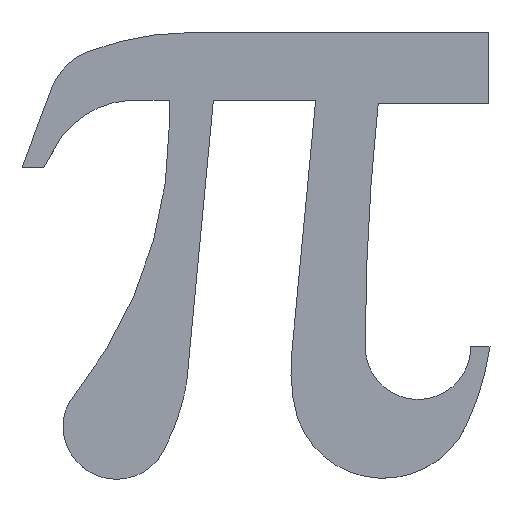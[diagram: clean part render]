
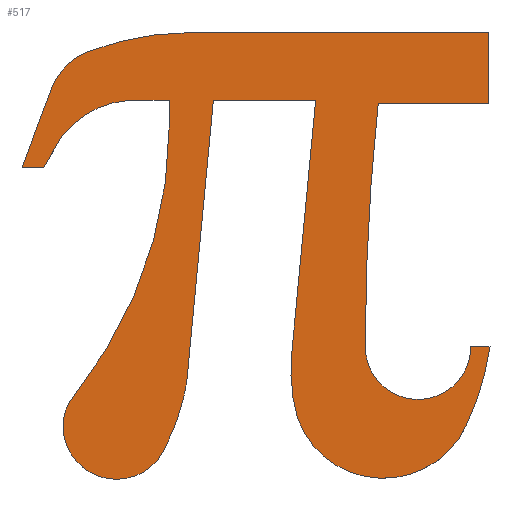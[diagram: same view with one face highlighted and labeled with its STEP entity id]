
A CAD part, top view. The second image highlights one B-rep face of the part: STEP entity #517.
In plain terms, the highlighted planar face has unit normal (0, 0, 1).
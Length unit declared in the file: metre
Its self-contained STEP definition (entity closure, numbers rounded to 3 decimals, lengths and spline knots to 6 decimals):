
#24=PLANE('',#583);
#31=LINE('',#763,#80);
#34=LINE('',#769,#83);
#37=LINE('',#775,#86);
#42=LINE('',#793,#91);
#45=LINE('',#799,#94);
#48=LINE('',#805,#97);
#52=LINE('',#817,#101);
#55=LINE('',#823,#104);
#63=LINE('',#859,#112);
#66=LINE('',#865,#115);
#69=LINE('',#871,#118);
#74=LINE('',#892,#123);
#80=VECTOR('',#606,1.);
#83=VECTOR('',#611,1.);
#86=VECTOR('',#616,1.);
#91=VECTOR('',#635,1.);
#94=VECTOR('',#640,1.);
#97=VECTOR('',#645,1.);
#101=VECTOR('',#657,1.);
#104=VECTOR('',#662,1.);
#112=VECTOR('',#702,1.);
#115=VECTOR('',#707,1.);
#118=VECTOR('',#712,1.);
#123=VECTOR('',#737,1.);
#224=ORIENTED_EDGE('',*,*,#276,.F.);
#225=ORIENTED_EDGE('',*,*,#280,.F.);
#226=ORIENTED_EDGE('',*,*,#283,.T.);
#227=ORIENTED_EDGE('',*,*,#286,.T.);
#228=ORIENTED_EDGE('',*,*,#289,.T.);
#229=ORIENTED_EDGE('',*,*,#292,.T.);
#230=ORIENTED_EDGE('',*,*,#295,.T.);
#231=ORIENTED_EDGE('',*,*,#298,.T.);
#232=ORIENTED_EDGE('',*,*,#301,.T.);
#233=ORIENTED_EDGE('',*,*,#304,.T.);
#234=ORIENTED_EDGE('',*,*,#307,.F.);
#235=ORIENTED_EDGE('',*,*,#310,.T.);
#236=ORIENTED_EDGE('',*,*,#313,.T.);
#237=ORIENTED_EDGE('',*,*,#316,.F.);
#238=ORIENTED_EDGE('',*,*,#319,.T.);
#239=ORIENTED_EDGE('',*,*,#322,.T.);
#240=ORIENTED_EDGE('',*,*,#325,.T.);
#241=ORIENTED_EDGE('',*,*,#328,.T.);
#242=ORIENTED_EDGE('',*,*,#331,.T.);
#243=ORIENTED_EDGE('',*,*,#334,.T.);
#244=ORIENTED_EDGE('',*,*,#337,.T.);
#245=ORIENTED_EDGE('',*,*,#340,.T.);
#246=ORIENTED_EDGE('',*,*,#343,.T.);
#247=ORIENTED_EDGE('',*,*,#346,.T.);
#248=ORIENTED_EDGE('',*,*,#348,.T.);
#276=EDGE_CURVE('',#351,#352,#400,.T.);
#280=EDGE_CURVE('',#354,#351,#402,.T.);
#283=EDGE_CURVE('',#354,#356,#31,.T.);
#286=EDGE_CURVE('',#356,#358,#34,.T.);
#289=EDGE_CURVE('',#358,#360,#37,.T.);
#292=EDGE_CURVE('',#360,#362,#404,.T.);
#295=EDGE_CURVE('',#362,#364,#406,.T.);
#298=EDGE_CURVE('',#364,#366,#42,.T.);
#301=EDGE_CURVE('',#366,#368,#45,.T.);
#304=EDGE_CURVE('',#368,#370,#48,.T.);
#307=EDGE_CURVE('',#372,#370,#408,.T.);
#310=EDGE_CURVE('',#372,#374,#52,.T.);
#313=EDGE_CURVE('',#374,#376,#55,.T.);
#316=EDGE_CURVE('',#378,#376,#410,.T.);
#319=EDGE_CURVE('',#378,#380,#412,.T.);
#322=EDGE_CURVE('',#380,#382,#414,.T.);
#325=EDGE_CURVE('',#382,#384,#416,.T.);
#328=EDGE_CURVE('',#384,#386,#418,.T.);
#331=EDGE_CURVE('',#386,#388,#63,.T.);
#334=EDGE_CURVE('',#388,#390,#66,.T.);
#337=EDGE_CURVE('',#390,#392,#69,.T.);
#340=EDGE_CURVE('',#392,#394,#420,.T.);
#343=EDGE_CURVE('',#394,#396,#422,.T.);
#346=EDGE_CURVE('',#396,#398,#424,.T.);
#348=EDGE_CURVE('',#398,#352,#74,.T.);
#351=VERTEX_POINT('',#748);
#352=VERTEX_POINT('',#750);
#354=VERTEX_POINT('',#756);
#356=VERTEX_POINT('',#762);
#358=VERTEX_POINT('',#768);
#360=VERTEX_POINT('',#774);
#362=VERTEX_POINT('',#780);
#364=VERTEX_POINT('',#786);
#366=VERTEX_POINT('',#792);
#368=VERTEX_POINT('',#798);
#370=VERTEX_POINT('',#804);
#372=VERTEX_POINT('',#810);
#374=VERTEX_POINT('',#816);
#376=VERTEX_POINT('',#822);
#378=VERTEX_POINT('',#828);
#380=VERTEX_POINT('',#834);
#382=VERTEX_POINT('',#840);
#384=VERTEX_POINT('',#846);
#386=VERTEX_POINT('',#852);
#388=VERTEX_POINT('',#858);
#390=VERTEX_POINT('',#864);
#392=VERTEX_POINT('',#870);
#394=VERTEX_POINT('',#876);
#396=VERTEX_POINT('',#882);
#398=VERTEX_POINT('',#888);
#400=CIRCLE('',#534,0.004406);
#402=CIRCLE('',#537,0.19214);
#404=CIRCLE('',#543,0.023202);
#406=CIRCLE('',#546,0.005146);
#408=CIRCLE('',#552,0.007639);
#410=CIRCLE('',#557,0.036311);
#412=CIRCLE('',#560,0.00357);
#414=CIRCLE('',#563,0.004462);
#416=CIRCLE('',#566,0.018255);
#418=CIRCLE('',#569,0.013386);
#420=CIRCLE('',#575,0.015127);
#422=CIRCLE('',#578,0.007644);
#424=CIRCLE('',#581,0.023403);
#450=EDGE_LOOP('',(#224,#225,#226,#227,#228,#229,#230,#231,#232,#233,#234,
#235,#236,#237,#238,#239,#240,#241,#242,#243,#244,#245,#246,#247,#248));
#477=FACE_BOUND('',#450,.T.);
#517=ADVANCED_FACE('',(#477),#24,.T.);
#534=AXIS2_PLACEMENT_3D('',#749,#592,#593);
#537=AXIS2_PLACEMENT_3D('',#757,#600,#601);
#543=AXIS2_PLACEMENT_3D('',#781,#622,#623);
#546=AXIS2_PLACEMENT_3D('',#787,#629,#630);
#552=AXIS2_PLACEMENT_3D('',#811,#651,#652);
#557=AXIS2_PLACEMENT_3D('',#829,#668,#669);
#560=AXIS2_PLACEMENT_3D('',#835,#675,#676);
#563=AXIS2_PLACEMENT_3D('',#841,#682,#683);
#566=AXIS2_PLACEMENT_3D('',#847,#689,#690);
#569=AXIS2_PLACEMENT_3D('',#853,#696,#697);
#575=AXIS2_PLACEMENT_3D('',#877,#718,#719);
#578=AXIS2_PLACEMENT_3D('',#883,#725,#726);
#581=AXIS2_PLACEMENT_3D('',#889,#732,#733);
#583=AXIS2_PLACEMENT_3D('',#893,#738,#739);
#592=DIRECTION('',(0.,0.,1.));
#593=DIRECTION('',(1.,0.,0.));
#600=DIRECTION('',(0.,0.,1.));
#601=DIRECTION('',(1.,0.,0.));
#606=DIRECTION('',(1.,0.,0.));
#611=DIRECTION('',(0.,1.,0.));
#616=DIRECTION('',(-1.,0.,0.));
#622=DIRECTION('',(0.,0.,1.));
#623=DIRECTION('',(1.,0.,0.));
#629=DIRECTION('',(0.,0.,1.));
#630=DIRECTION('',(1.,0.,0.));
#635=DIRECTION('',(-0.353,-0.936,0.));
#640=DIRECTION('',(1.,0.,0.));
#645=DIRECTION('',(0.51,0.86,0.));
#651=DIRECTION('',(0.,0.,1.));
#652=DIRECTION('',(1.,0.,0.));
#657=DIRECTION('',(1.,0.,0.));
#662=DIRECTION('',(0.,-1.,0.));
#668=DIRECTION('',(0.,0.,1.));
#669=DIRECTION('',(1.,0.,0.));
#675=DIRECTION('',(0.,0.,1.));
#676=DIRECTION('',(1.,0.,0.));
#682=DIRECTION('',(0.,0.,1.));
#683=DIRECTION('',(1.,0.,0.));
#689=DIRECTION('',(0.,0.,1.));
#690=DIRECTION('',(1.,0.,0.));
#696=DIRECTION('',(0.,0.,1.));
#697=DIRECTION('',(1.,0.,0.));
#702=DIRECTION('',(0.094,0.996,0.));
#707=DIRECTION('',(1.,0.,0.));
#712=DIRECTION('',(-0.094,-0.996,0.));
#718=DIRECTION('',(0.,0.,1.));
#719=DIRECTION('',(1.,0.,0.));
#725=DIRECTION('',(0.,0.,1.));
#726=DIRECTION('',(1.,0.,0.));
#732=DIRECTION('',(0.,0.,1.));
#733=DIRECTION('',(1.,0.,0.));
#737=DIRECTION('',(-1.,0.,0.));
#738=DIRECTION('',(0.,0.,1.));
#739=DIRECTION('',(1.,0.,0.));
#748=CARTESIAN_POINT('',(0.010926,-0.009682,0.002));
#749=CARTESIAN_POINT('',(0.015333,-0.009682,0.002));
#750=CARTESIAN_POINT('',(0.019739,-0.009682,0.002));
#756=CARTESIAN_POINT('',(0.012005,0.010651,0.002));
#757=CARTESIAN_POINT('',(0.203066,-0.009682,0.002));
#762=CARTESIAN_POINT('',(0.021219,0.010651,0.002));
#763=CARTESIAN_POINT('',(0.016612,0.010651,0.002));
#768=CARTESIAN_POINT('',(0.021219,0.01655,0.002));
#769=CARTESIAN_POINT('',(0.021219,0.0136,0.002));
#774=CARTESIAN_POINT('',(-0.003781,0.01655,0.002));
#775=CARTESIAN_POINT('',(0.008719,0.01655,0.002));
#780=CARTESIAN_POINT('',(-0.012324,0.01492,0.002));
#781=CARTESIAN_POINT('',(-0.003781,-0.006653,0.002));
#786=CARTESIAN_POINT('',(-0.015245,0.01195,0.002));
#787=CARTESIAN_POINT('',(-0.010429,0.010135,0.002));
#792=CARTESIAN_POINT('',(-0.017746,0.005316,0.002));
#793=CARTESIAN_POINT('',(-0.016495,0.008633,0.002));
#798=CARTESIAN_POINT('',(-0.01593,0.005316,0.002));
#799=CARTESIAN_POINT('',(-0.016838,0.005316,0.002));
#804=CARTESIAN_POINT('',(-0.014427,0.007854,0.002));
#805=CARTESIAN_POINT('',(-0.015179,0.006585,0.002));
#810=CARTESIAN_POINT('',(-0.008858,0.010893,0.002));
#811=CARTESIAN_POINT('',(-0.008314,0.003273,0.002));
#816=CARTESIAN_POINT('',(-0.005437,0.010893,0.002));
#817=CARTESIAN_POINT('',(-0.007148,0.010893,0.002));
#822=CARTESIAN_POINT('',(-0.005437,0.008928,0.002));
#823=CARTESIAN_POINT('',(-0.005437,0.00991,0.002));
#828=CARTESIAN_POINT('',(-0.013512,-0.013902,0.002));
#829=CARTESIAN_POINT('',(-0.041749,0.008928,0.002));
#834=CARTESIAN_POINT('',(-0.014258,-0.015564,0.002));
#835=CARTESIAN_POINT('',(-0.010736,-0.016147,0.002));
#840=CARTESIAN_POINT('',(-0.005666,-0.017828,0.002));
#841=CARTESIAN_POINT('',(-0.009856,-0.016292,0.002));
#846=CARTESIAN_POINT('',(-0.004199,-0.013716,0.002));
#847=CARTESIAN_POINT('',(-0.022003,-0.009682,0.002));
#852=CARTESIAN_POINT('',(-0.003928,-0.012018,0.002));
#853=CARTESIAN_POINT('',(-0.017254,-0.010758,0.002));
#858=CARTESIAN_POINT('',(-0.001761,0.010893,0.002));
#859=CARTESIAN_POINT('',(-0.002844,-0.000563,0.002));
#864=CARTESIAN_POINT('',(0.00678,0.010893,0.002));
#865=CARTESIAN_POINT('',(0.002509,0.010893,0.002));
#870=CARTESIAN_POINT('',(0.004784,-0.010212,0.002));
#871=CARTESIAN_POINT('',(0.005782,0.00034,0.002));
#876=CARTESIAN_POINT('',(0.005269,-0.015687,0.002));
#877=CARTESIAN_POINT('',(0.019843,-0.011636,0.002));
#882=CARTESIAN_POINT('',(0.019348,-0.016292,0.002));
#883=CARTESIAN_POINT('',(0.012436,-0.013027,0.002));
#888=CARTESIAN_POINT('',(0.021344,-0.009682,0.002));
#889=CARTESIAN_POINT('',(-0.001813,-0.006295,0.002));
#892=CARTESIAN_POINT('',(0.020541,-0.009682,0.002));
#893=CARTESIAN_POINT('',(0.001799,-0.002102,0.002));
